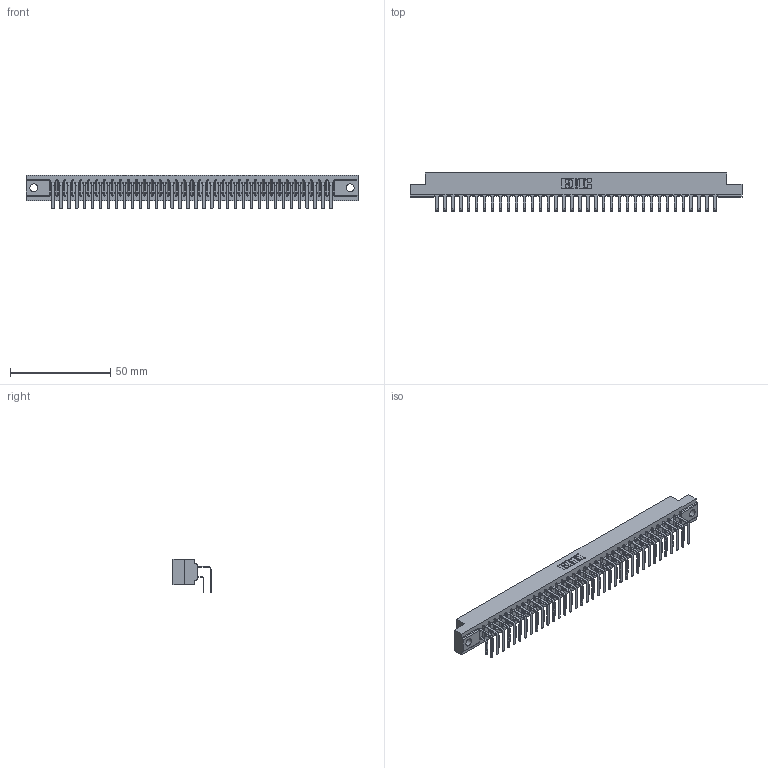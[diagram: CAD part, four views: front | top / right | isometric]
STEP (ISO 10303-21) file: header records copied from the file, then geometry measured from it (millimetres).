
FILE_DESCRIPTION (( 'STEP AP203' ), '1' );
FILE_NAME ('357-072-458-204.STEP', '2020-10-04T19:05:20', ( '' ), ( '' ), 'SwSTEP 2.0', 'SolidWorks 2020', '' );
FILE_SCHEMA (( 'CONFIG_CONTROL_DESIGN' ));
Length unit declared in the file: inch
Products named in the file (4): 307-290-001_558 559 - 1 (Single); 357-072-458-204; 307 Part_.156 Dia Mounting Holes; 307-290-001_558 - 2 (Single)
Assembly tree (73 placements, depth 2):
  357-072-458-204
    307 Part_.156 Dia Mounting Holes
    307-290-001_558 559 - 1 (Single)  x36
    307-290-001_558 - 2 (Single)  x36
Bounding box: 165.66 x 18.96 x 16.8 mm (x, y, z)
Volume: 17786.6 mm3; surface area: 23334.8 mm2
Topology: 73 solids, 73 shells, 3769 faces, 10583 edges, 6858 vertices
Faces by surface type: plane 2460, cylinder 1235, sphere 74
Entity records: 34619 total; most frequent: CARTESIAN_POINT 5672, ORIENTED_EDGE 5618, DIRECTION 5549, EDGE_CURVE 2809, LINE 2159, VECTOR 2159, VERTEX_POINT 1818, AXIS2_PLACEMENT_3D 1695
